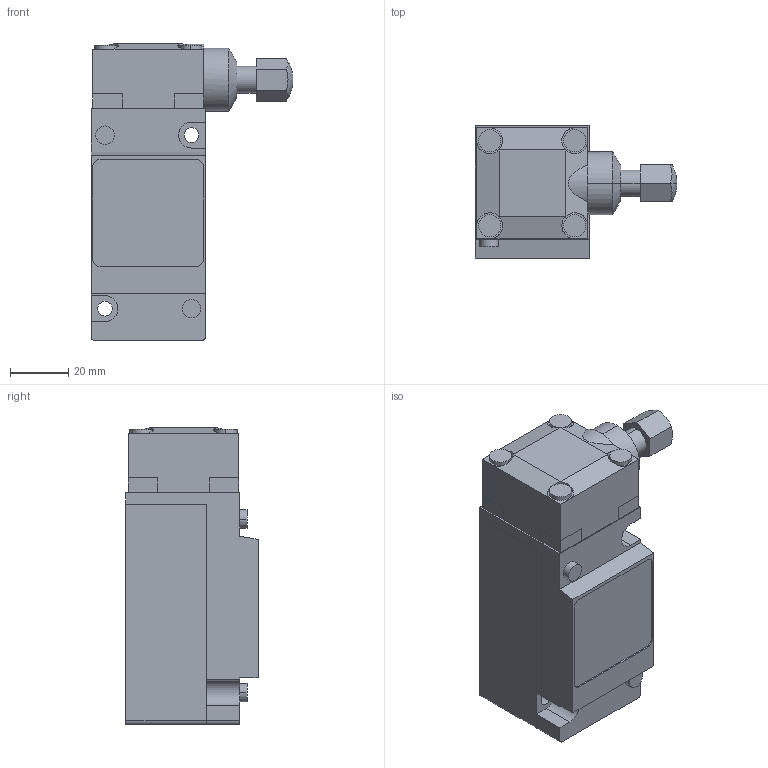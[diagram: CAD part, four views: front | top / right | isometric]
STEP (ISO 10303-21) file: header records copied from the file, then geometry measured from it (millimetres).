
FILE_DESCRIPTION(('STEP AP242'),'1');
FILE_NAME('9007c54gd.stp','2021-09-10T18:14:32',('TraceParts'),('TraceParts S.A.'),'Spatial InterOp 3D',' ',' ');
FILE_SCHEMA(('AP242_MANAGED_MODEL_BASED_3D_ENGINEERING_MIM_LF {1 0 10303 442 1 1 4}'));
Length unit declared in the file: millimetre
Products named in the file (1): 9007c54gd
Bounding box: 69.47 x 45.47 x 102.11 mm (x, y, z)
Volume: 165231.8 mm3; surface area: 23628.4 mm2
Topology: 1 solids, 1 shells, 152 faces, 388 edges, 250 vertices
Faces by surface type: plane 91, cylinder 45, cone 14, sphere 2
Entity records: 5835 total; most frequent: DIRECTION 817, CARTESIAN_POINT 791, ORIENTED_EDGE 776, EDGE_CURVE 388, AXIS2_PLACEMENT_3D 276, LINE 265, VECTOR 265, VERTEX_POINT 250
